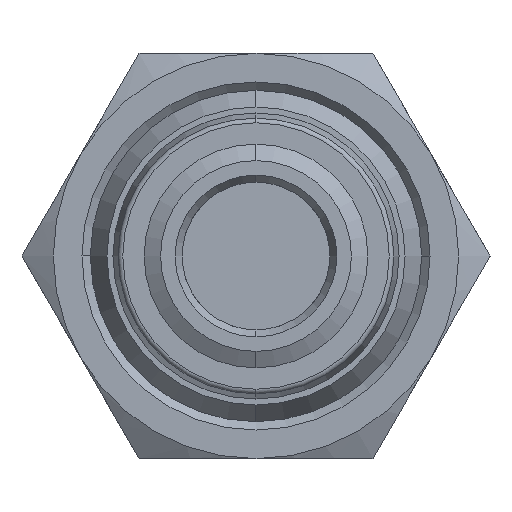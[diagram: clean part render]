
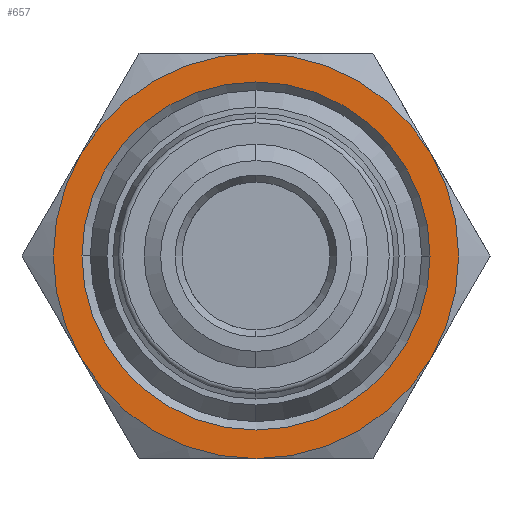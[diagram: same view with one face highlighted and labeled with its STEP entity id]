
A CAD part, left-side view. The second image highlights one B-rep face of the part: STEP entity #657.
In plain terms, the highlighted planar face has unit normal (-1, 0, 0).
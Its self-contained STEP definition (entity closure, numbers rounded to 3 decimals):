
#199 = VERTEX_POINT ( 'NONE', #419 ) ;
#200 = VERTEX_POINT ( 'NONE', #420 ) ;
#267 = VERTEX_POINT ( 'NONE', #487 ) ;
#270 = VERTEX_POINT ( 'NONE', #490 ) ;
#271 = VERTEX_POINT ( 'NONE', #491 ) ;
#272 = VERTEX_POINT ( 'NONE', #492 ) ;
#273 = VERTEX_POINT ( 'NONE', #493 ) ;
#274 = VERTEX_POINT ( 'NONE', #494 ) ;
#419 = CARTESIAN_POINT ( 'NONE',  ( 5.4, -7.3, 0. ) ) ;
#420 = CARTESIAN_POINT ( 'NONE',  ( 5.4, 7.3, 0. ) ) ;
#487 = CARTESIAN_POINT ( 'NONE',  ( 5.4, -7.361, 4.25 ) ) ;
#490 = CARTESIAN_POINT ( 'NONE',  ( 5.4, 7.361, -4.25 ) ) ;
#491 = CARTESIAN_POINT ( 'NONE',  ( 5.4, 0., 8.5 ) ) ;
#492 = CARTESIAN_POINT ( 'NONE',  ( 5.4, -7.361, -4.25 ) ) ;
#493 = CARTESIAN_POINT ( 'NONE',  ( 5.4, 0., -8.5 ) ) ;
#494 = CARTESIAN_POINT ( 'NONE',  ( 5.4, 7.361, 4.25 ) ) ;
#657 = ADVANCED_FACE ( 'NONE', ( #3494, #3495 ), #3343, .T. ) ;
#870 = EDGE_CURVE ( 'NONE', #200, #199, #4123, .T. ) ;
#874 = EDGE_CURVE ( 'NONE', #274, #271, #4125, .T. ) ;
#875 = EDGE_CURVE ( 'NONE', #270, #274, #4124, .T. ) ;
#878 = EDGE_CURVE ( 'NONE', #273, #270, #4126, .T. ) ;
#883 = EDGE_CURVE ( 'NONE', #271, #267, #4127, .T. ) ;
#884 = EDGE_CURVE ( 'NONE', #272, #273, #4128, .T. ) ;
#889 = EDGE_CURVE ( 'NONE', #267, #272, #4129, .T. ) ;
#1096 = EDGE_LOOP ( 'NONE', ( #1550, #1551 ) ) ;
#1289 = EDGE_CURVE ( 'NONE', #199, #200, #4226, .T. ) ;
#1550 = ORIENTED_EDGE ( 'NONE', *, *, #1289, .T. ) ;
#1551 = ORIENTED_EDGE ( 'NONE', *, *, #870, .T. ) ;
#1552 = ORIENTED_EDGE ( 'NONE', *, *, #878, .F. ) ;
#1553 = ORIENTED_EDGE ( 'NONE', *, *, #884, .F. ) ;
#1554 = ORIENTED_EDGE ( 'NONE', *, *, #889, .F. ) ;
#1555 = ORIENTED_EDGE ( 'NONE', *, *, #883, .F. ) ;
#1556 = ORIENTED_EDGE ( 'NONE', *, *, #874, .F. ) ;
#1557 = ORIENTED_EDGE ( 'NONE', *, *, #875, .F. ) ;
#1728 = EDGE_LOOP ( 'NONE', ( #1552, #1553, #1554, #1555, #1556, #1557 ) ) ;
#3036 = AXIS2_PLACEMENT_3D ( 'NONE', #3350, #3351, #3352 ) ;
#3343 = PLANE ( 'NONE',  #3036 ) ;
#3350 = CARTESIAN_POINT ( 'NONE',  ( 5.4, 0., 0. ) ) ;
#3351 = DIRECTION ( 'NONE',  ( -1., 0., 0. ) ) ;
#3352 = DIRECTION ( 'NONE',  ( 0., 0., 1. ) ) ;
#3494 = FACE_BOUND ( 'NONE', #1096, .T. ) ;
#3495 = FACE_OUTER_BOUND ( 'NONE', #1728, .T. ) ;
#3716 = AXIS2_PLACEMENT_3D ( 'NONE', #4812, #4813, #4814 ) ;
#3718 = AXIS2_PLACEMENT_3D ( 'NONE', #4830, #4831, #4832 ) ;
#3719 = AXIS2_PLACEMENT_3D ( 'NONE', #4834, #4835, #4836 ) ;
#3720 = AXIS2_PLACEMENT_3D ( 'NONE', #4851, #4852, #4853 ) ;
#3721 = AXIS2_PLACEMENT_3D ( 'NONE', #4881, #4882, #4883 ) ;
#3722 = AXIS2_PLACEMENT_3D ( 'NONE', #4885, #4886, #4887 ) ;
#3723 = AXIS2_PLACEMENT_3D ( 'NONE', #4915, #4916, #4917 ) ;
#3771 = AXIS2_PLACEMENT_3D ( 'NONE', #5397, #5398, #5399 ) ;
#4123 = CIRCLE ( 'NONE', #3716, 7.3 ) ;
#4124 = CIRCLE ( 'NONE', #3719, 8.5 ) ;
#4125 = CIRCLE ( 'NONE', #3718, 8.5 ) ;
#4126 = CIRCLE ( 'NONE', #3720, 8.5 ) ;
#4127 = CIRCLE ( 'NONE', #3721, 8.5 ) ;
#4128 = CIRCLE ( 'NONE', #3722, 8.5 ) ;
#4129 = CIRCLE ( 'NONE', #3723, 8.5 ) ;
#4226 = CIRCLE ( 'NONE', #3771, 7.3 ) ;
#4812 = CARTESIAN_POINT ( 'NONE',  ( 5.4, 0., 0. ) ) ;
#4813 = DIRECTION ( 'NONE',  ( 1., 0., 0. ) ) ;
#4814 = DIRECTION ( 'NONE',  ( 0., 1., 0. ) ) ;
#4830 = CARTESIAN_POINT ( 'NONE',  ( 5.4, 0., 0. ) ) ;
#4831 = DIRECTION ( 'NONE',  ( 1., 0., 0. ) ) ;
#4832 = DIRECTION ( 'NONE',  ( 0., 0., -1. ) ) ;
#4834 = CARTESIAN_POINT ( 'NONE',  ( 5.4, 0., 0. ) ) ;
#4835 = DIRECTION ( 'NONE',  ( 1., 0., 0. ) ) ;
#4836 = DIRECTION ( 'NONE',  ( 0., 0., -1. ) ) ;
#4851 = CARTESIAN_POINT ( 'NONE',  ( 5.4, 0., 0. ) ) ;
#4852 = DIRECTION ( 'NONE',  ( 1., 0., 0. ) ) ;
#4853 = DIRECTION ( 'NONE',  ( 0., 0., -1. ) ) ;
#4881 = CARTESIAN_POINT ( 'NONE',  ( 5.4, 0., 0. ) ) ;
#4882 = DIRECTION ( 'NONE',  ( 1., 0., 0. ) ) ;
#4883 = DIRECTION ( 'NONE',  ( 0., 0., -1. ) ) ;
#4885 = CARTESIAN_POINT ( 'NONE',  ( 5.4, 0., 0. ) ) ;
#4886 = DIRECTION ( 'NONE',  ( 1., 0., 0. ) ) ;
#4887 = DIRECTION ( 'NONE',  ( 0., 0., -1. ) ) ;
#4915 = CARTESIAN_POINT ( 'NONE',  ( 5.4, 0., 0. ) ) ;
#4916 = DIRECTION ( 'NONE',  ( 1., 0., 0. ) ) ;
#4917 = DIRECTION ( 'NONE',  ( 0., 0., -1. ) ) ;
#5397 = CARTESIAN_POINT ( 'NONE',  ( 5.4, 0., 0. ) ) ;
#5398 = DIRECTION ( 'NONE',  ( 1., 0., 0. ) ) ;
#5399 = DIRECTION ( 'NONE',  ( 0., 1., 0. ) ) ;
